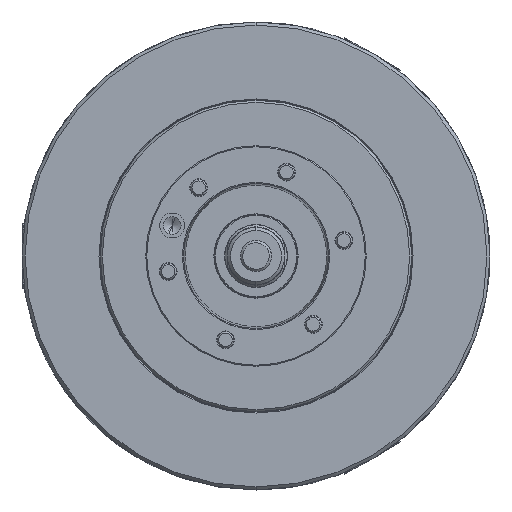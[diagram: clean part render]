
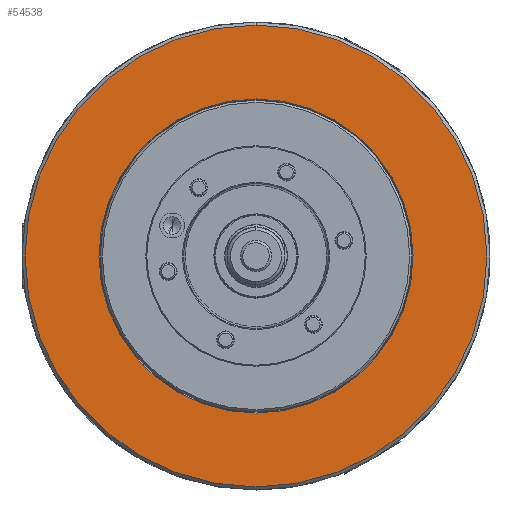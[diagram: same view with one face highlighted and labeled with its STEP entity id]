
A CAD part, left-side view. The second image highlights one B-rep face of the part: STEP entity #54538.
In plain terms, the highlighted planar face has unit normal (-1, 0, 0).
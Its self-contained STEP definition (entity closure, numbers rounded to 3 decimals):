
#621 = CARTESIAN_POINT ( 'NONE',  ( -116., 0., -151. ) ) ;
#2140 = VERTEX_POINT ( 'NONE', #12521 ) ;
#2742 = AXIS2_PLACEMENT_3D ( 'NONE', #7284, #60861, #66086 ) ;
#4522 = VERTEX_POINT ( 'NONE', #621 ) ;
#4670 = EDGE_CURVE ( 'NONE', #24349, #64354, #77839, .T. ) ;
#5080 = AXIS2_PLACEMENT_3D ( 'NONE', #31150, #24071, #6208 ) ;
#5770 = AXIS2_PLACEMENT_3D ( 'NONE', #29604, #59301, #40889 ) ;
#6208 = DIRECTION ( 'NONE',  ( 0., 0., -1. ) ) ;
#6424 = EDGE_LOOP ( 'NONE', ( #19244, #77752 ) ) ;
#7284 = CARTESIAN_POINT ( 'NONE',  ( -116., 163., 0. ) ) ;
#12521 = CARTESIAN_POINT ( 'NONE',  ( -116., 0., 151. ) ) ;
#17397 = EDGE_CURVE ( 'NONE', #2140, #4522, #41168, .T. ) ;
#17839 = AXIS2_PLACEMENT_3D ( 'NONE', #76768, #70755, #46335 ) ;
#19244 = ORIENTED_EDGE ( 'NONE', *, *, #17397, .T. ) ;
#24071 = DIRECTION ( 'NONE',  ( 1., 0., 0. ) ) ;
#24349 = VERTEX_POINT ( 'NONE', #48808 ) ;
#28745 = ORIENTED_EDGE ( 'NONE', *, *, #4670, .F. ) ;
#29604 = CARTESIAN_POINT ( 'NONE',  ( -116., 0., 0. ) ) ;
#30973 = EDGE_CURVE ( 'NONE', #64354, #24349, #55395, .T. ) ;
#31150 = CARTESIAN_POINT ( 'NONE',  ( -116., 0., 0. ) ) ;
#31581 = DIRECTION ( 'NONE',  ( 0., 0., -1. ) ) ;
#39352 = FACE_BOUND ( 'NONE', #6424, .T. ) ;
#40889 = DIRECTION ( 'NONE',  ( 0., 0., -1. ) ) ;
#41168 = CIRCLE ( 'NONE', #5770, 151. ) ;
#46335 = DIRECTION ( 'NONE',  ( 0., 0., -1. ) ) ;
#48808 = CARTESIAN_POINT ( 'NONE',  ( -116., 0., 222. ) ) ;
#48940 = CARTESIAN_POINT ( 'NONE',  ( -116., 0., -222. ) ) ;
#52538 = FACE_OUTER_BOUND ( 'NONE', #65082, .T. ) ;
#54538 = ADVANCED_FACE ( 'NONE', ( #39352, #52538 ), #60597, .T. ) ;
#55395 = CIRCLE ( 'NONE', #5080, 222. ) ;
#58206 = CIRCLE ( 'NONE', #17839, 151. ) ;
#59301 = DIRECTION ( 'NONE',  ( 1., 0., 0. ) ) ;
#60597 = PLANE ( 'NONE',  #2742 ) ;
#60861 = DIRECTION ( 'NONE',  ( -1., 0., 0. ) ) ;
#62042 = CARTESIAN_POINT ( 'NONE',  ( -116., 0., 0. ) ) ;
#64001 = EDGE_CURVE ( 'NONE', #4522, #2140, #58206, .T. ) ;
#64354 = VERTEX_POINT ( 'NONE', #48940 ) ;
#65082 = EDGE_LOOP ( 'NONE', ( #69766, #28745 ) ) ;
#66086 = DIRECTION ( 'NONE',  ( 0., 0., 1. ) ) ;
#67538 = DIRECTION ( 'NONE',  ( 1., 0., 0. ) ) ;
#69766 = ORIENTED_EDGE ( 'NONE', *, *, #30973, .F. ) ;
#70755 = DIRECTION ( 'NONE',  ( 1., 0., 0. ) ) ;
#74921 = AXIS2_PLACEMENT_3D ( 'NONE', #62042, #67538, #31581 ) ;
#76768 = CARTESIAN_POINT ( 'NONE',  ( -116., 0., 0. ) ) ;
#77752 = ORIENTED_EDGE ( 'NONE', *, *, #64001, .T. ) ;
#77839 = CIRCLE ( 'NONE', #74921, 222. ) ;
